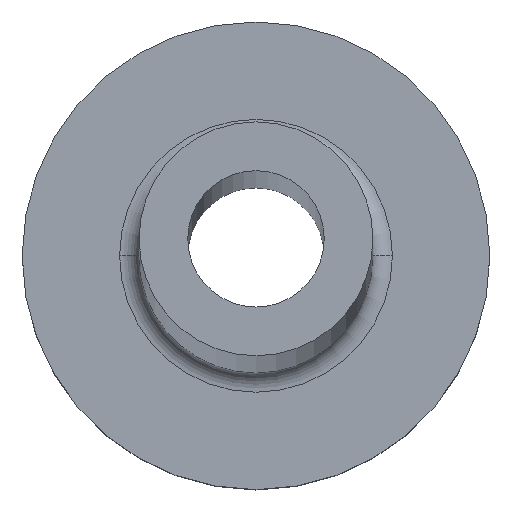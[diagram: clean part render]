
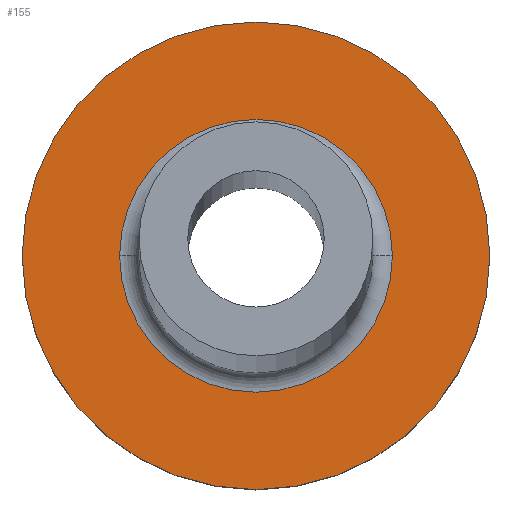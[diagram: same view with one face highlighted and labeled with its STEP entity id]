
A CAD part, top view. The second image highlights one B-rep face of the part: STEP entity #155.
In plain terms, the highlighted planar face has unit normal (0, 0, 1).
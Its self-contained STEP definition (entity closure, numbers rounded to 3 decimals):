
#1 = DIRECTION ( 'NONE',  ( 1., 0., 0. ) ) ;
#10 = VERTEX_POINT ( 'NONE', #71 ) ;
#22 = VERTEX_POINT ( 'NONE', #27 ) ;
#25 = CARTESIAN_POINT ( 'NONE',  ( 0., 0., 5. ) ) ;
#27 = CARTESIAN_POINT ( 'NONE',  ( 6., 0., 5. ) ) ;
#42 = ORIENTED_EDGE ( 'NONE', *, *, #328, .T. ) ;
#49 = DIRECTION ( 'NONE',  ( 1., 0., 0. ) ) ;
#64 = ORIENTED_EDGE ( 'NONE', *, *, #150, .T. ) ;
#71 = CARTESIAN_POINT ( 'NONE',  ( -6., 0., 5. ) ) ;
#73 = EDGE_CURVE ( 'NONE', #160, #362, #377, .T. ) ;
#85 = FACE_BOUND ( 'NONE', #134, .T. ) ;
#88 = CIRCLE ( 'NONE', #241, 3.5 ) ;
#104 = AXIS2_PLACEMENT_3D ( 'NONE', #138, #259, #199 ) ;
#115 = DIRECTION ( 'NONE',  ( 0., 0., 1. ) ) ;
#126 = EDGE_LOOP ( 'NONE', ( #42, #345 ) ) ;
#131 = CIRCLE ( 'NONE', #354, 6. ) ;
#134 = EDGE_LOOP ( 'NONE', ( #64, #305 ) ) ;
#138 = CARTESIAN_POINT ( 'NONE',  ( 0., 0., 5. ) ) ;
#150 = EDGE_CURVE ( 'NONE', #362, #160, #88, .T. ) ;
#155 = ADVANCED_FACE ( 'NONE', ( #85, #295 ), #296, .T. ) ;
#160 = VERTEX_POINT ( 'NONE', #208 ) ;
#162 = CIRCLE ( 'NONE', #233, 6. ) ;
#177 = DIRECTION ( 'NONE',  ( 1., 0., 0. ) ) ;
#182 = CARTESIAN_POINT ( 'NONE',  ( 0., 0., 5. ) ) ;
#198 = DIRECTION ( 'NONE',  ( 0., 0., 1. ) ) ;
#199 = DIRECTION ( 'NONE',  ( 1., 0., 0. ) ) ;
#208 = CARTESIAN_POINT ( 'NONE',  ( -3.5, 0., 5. ) ) ;
#212 = CARTESIAN_POINT ( 'NONE',  ( 3.5, 0., 5. ) ) ;
#233 = AXIS2_PLACEMENT_3D ( 'NONE', #268, #294, #49 ) ;
#241 = AXIS2_PLACEMENT_3D ( 'NONE', #272, #266, #1 ) ;
#259 = DIRECTION ( 'NONE',  ( 0., 0., -1. ) ) ;
#266 = DIRECTION ( 'NONE',  ( 0., 0., -1. ) ) ;
#268 = CARTESIAN_POINT ( 'NONE',  ( 0., 0., 5. ) ) ;
#269 = AXIS2_PLACEMENT_3D ( 'NONE', #182, #115, #274 ) ;
#272 = CARTESIAN_POINT ( 'NONE',  ( 0., 0., 5. ) ) ;
#274 = DIRECTION ( 'NONE',  ( 1., 0., 0. ) ) ;
#279 = EDGE_CURVE ( 'NONE', #22, #10, #162, .T. ) ;
#294 = DIRECTION ( 'NONE',  ( 0., 0., 1. ) ) ;
#295 = FACE_OUTER_BOUND ( 'NONE', #126, .T. ) ;
#296 = PLANE ( 'NONE',  #269 ) ;
#305 = ORIENTED_EDGE ( 'NONE', *, *, #73, .T. ) ;
#328 = EDGE_CURVE ( 'NONE', #10, #22, #131, .T. ) ;
#345 = ORIENTED_EDGE ( 'NONE', *, *, #279, .T. ) ;
#354 = AXIS2_PLACEMENT_3D ( 'NONE', #25, #198, #177 ) ;
#362 = VERTEX_POINT ( 'NONE', #212 ) ;
#377 = CIRCLE ( 'NONE', #104, 3.5 ) ;
